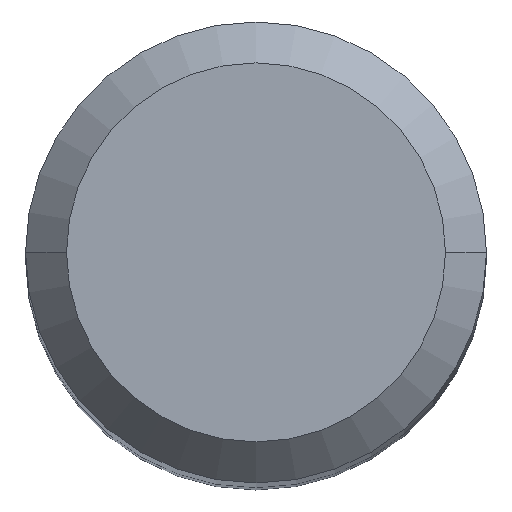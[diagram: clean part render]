
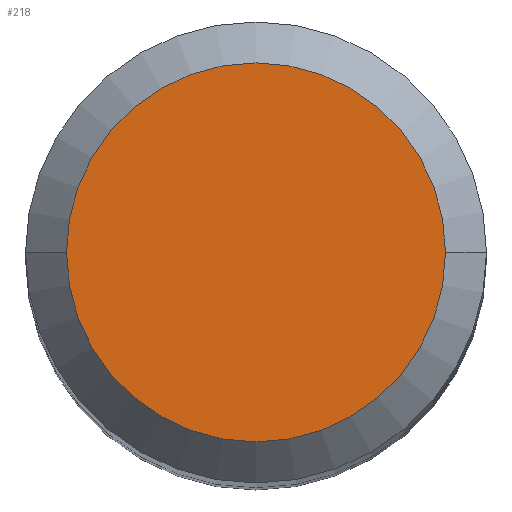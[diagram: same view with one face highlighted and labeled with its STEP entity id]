
A CAD part, top view. The second image highlights one B-rep face of the part: STEP entity #218.
In plain terms, the highlighted planar face has unit normal (0, 0, 1).
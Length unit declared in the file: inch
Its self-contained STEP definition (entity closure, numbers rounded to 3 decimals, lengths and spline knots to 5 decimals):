
#16 = CIRCLE ( 'NONE', #216, 0.16185 ) ;
#24 = AXIS2_PLACEMENT_3D ( 'NONE', #51, #186, #54 ) ;
#31 = CIRCLE ( 'NONE', #24, 0.16185 ) ;
#51 = CARTESIAN_POINT ( 'NONE',  ( 0., 0., 0. ) ) ;
#54 = DIRECTION ( 'NONE',  ( 1., 0., 0. ) ) ;
#60 = DIRECTION ( 'NONE',  ( 1., 0., 0. ) ) ;
#64 = CARTESIAN_POINT ( 'NONE',  ( 0.16185, 0., 0. ) ) ;
#66 = FACE_OUTER_BOUND ( 'NONE', #364, .T. ) ;
#80 = VERTEX_POINT ( 'NONE', #322 ) ;
#111 = CARTESIAN_POINT ( 'NONE',  ( 0., 0., 0. ) ) ;
#147 = DIRECTION ( 'NONE',  ( 0., 0., -1. ) ) ;
#156 = AXIS2_PLACEMENT_3D ( 'NONE', #111, #147, #214 ) ;
#186 = DIRECTION ( 'NONE',  ( 0., 0., 1. ) ) ;
#198 = PLANE ( 'NONE',  #156 ) ;
#210 = VERTEX_POINT ( 'NONE', #64 ) ;
#214 = DIRECTION ( 'NONE',  ( -1., 0., 0. ) ) ;
#216 = AXIS2_PLACEMENT_3D ( 'NONE', #381, #402, #60 ) ;
#217 = ORIENTED_EDGE ( 'NONE', *, *, #355, .T. ) ;
#218 = ADVANCED_FACE ( 'NONE', ( #66 ), #198, .F. ) ;
#240 = ORIENTED_EDGE ( 'NONE', *, *, #339, .T. ) ;
#322 = CARTESIAN_POINT ( 'NONE',  ( -0.16185, 0., 0. ) ) ;
#339 = EDGE_CURVE ( 'NONE', #80, #210, #16, .T. ) ;
#355 = EDGE_CURVE ( 'NONE', #210, #80, #31, .T. ) ;
#364 = EDGE_LOOP ( 'NONE', ( #240, #217 ) ) ;
#381 = CARTESIAN_POINT ( 'NONE',  ( 0., 0., 0. ) ) ;
#402 = DIRECTION ( 'NONE',  ( 0., 0., 1. ) ) ;
